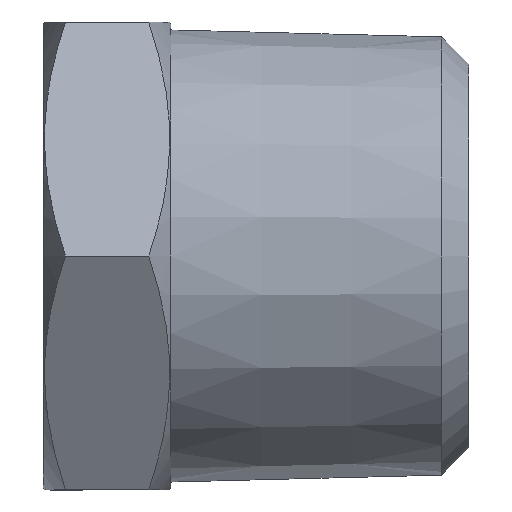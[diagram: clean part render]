
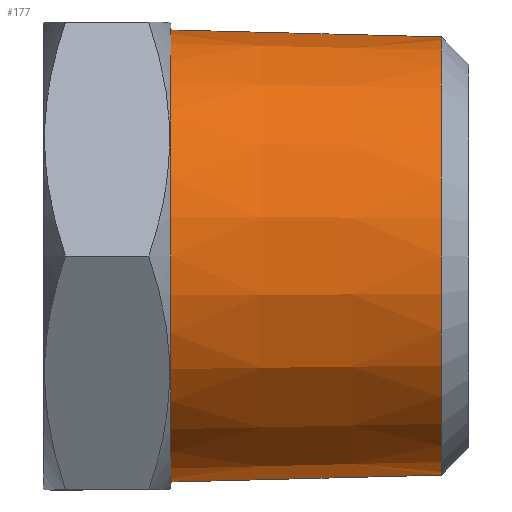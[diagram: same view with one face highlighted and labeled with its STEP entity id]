
A CAD part, left-side view. The second image highlights one B-rep face of the part: STEP entity #177.
In plain terms, the highlighted conical face has half-angle 1.47 degrees and reference radius 10.626 mm.
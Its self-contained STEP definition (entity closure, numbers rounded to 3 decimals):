
#152 = EDGE_CURVE ( 'NONE', #537, #532, #778, .T. ) ;
#154 = EDGE_CURVE ( 'NONE', #530, #533, #782, .T. ) ;
#177 = ADVANCED_FACE ( 'NONE', ( #704 ), #761, .T. ) ;
#188 = EDGE_CURVE ( 'NONE', #533, #532, #714, .T. ) ;
#191 = EDGE_CURVE ( 'NONE', #530, #537, #715, .T. ) ;
#228 = VECTOR ( 'NONE', #375, 1000. ) ;
#232 = VECTOR ( 'NONE', #372, 1000. ) ;
#269 = AXIS2_PLACEMENT_3D ( 'NONE', #280, #386, #313 ) ;
#279 = CARTESIAN_POINT ( 'NONE',  ( 0., 1.3, 0. ) ) ;
#280 = CARTESIAN_POINT ( 'NONE',  ( 0., 14., 0. ) ) ;
#305 = CARTESIAN_POINT ( 'NONE',  ( 0., 14., 0. ) ) ;
#313 = DIRECTION ( 'NONE',  ( 0., 0., 1. ) ) ;
#319 = DIRECTION ( 'NONE',  ( 0., 0., -1. ) ) ;
#331 = DIRECTION ( 'NONE',  ( 0., -1., 0. ) ) ;
#372 = DIRECTION ( 'NONE',  ( 0., 1., 0.026 ) ) ;
#375 = DIRECTION ( 'NONE',  ( 0., 1., -0.026 ) ) ;
#386 = DIRECTION ( 'NONE',  ( 0., 1., 0. ) ) ;
#401 = DIRECTION ( 'NONE',  ( 0., 0., -1. ) ) ;
#410 = DIRECTION ( 'NONE',  ( 0., -1., 0. ) ) ;
#426 = CARTESIAN_POINT ( 'NONE',  ( 0., 14., -10.626 ) ) ;
#448 = CARTESIAN_POINT ( 'NONE',  ( 0., 14., 10.626 ) ) ;
#452 = CARTESIAN_POINT ( 'NONE',  ( 0., 1.3, -10.3 ) ) ;
#462 = CARTESIAN_POINT ( 'NONE',  ( 0., 14., -10.626 ) ) ;
#465 = CARTESIAN_POINT ( 'NONE',  ( 0., 14., 10.626 ) ) ;
#488 = CARTESIAN_POINT ( 'NONE',  ( 0., 1.3, 10.3 ) ) ;
#530 = VERTEX_POINT ( 'NONE', #488 ) ;
#532 = VERTEX_POINT ( 'NONE', #462 ) ;
#533 = VERTEX_POINT ( 'NONE', #452 ) ;
#537 = VERTEX_POINT ( 'NONE', #465 ) ;
#610 = ORIENTED_EDGE ( 'NONE', *, *, #152, .T. ) ;
#611 = ORIENTED_EDGE ( 'NONE', *, *, #188, .F. ) ;
#612 = ORIENTED_EDGE ( 'NONE', *, *, #154, .F. ) ;
#613 = ORIENTED_EDGE ( 'NONE', *, *, #191, .T. ) ;
#634 = EDGE_LOOP ( 'NONE', ( #611, #612, #613, #610 ) ) ;
#704 = FACE_OUTER_BOUND ( 'NONE', #634, .T. ) ;
#714 = LINE ( 'NONE', #426, #228 ) ;
#715 = LINE ( 'NONE', #448, #232 ) ;
#761 = CONICAL_SURFACE ( 'NONE', #269, 10.626, 0.026 ) ;
#778 = CIRCLE ( 'NONE', #779, 10.626 ) ;
#779 = AXIS2_PLACEMENT_3D ( 'NONE', #305, #331, #401 ) ;
#782 = CIRCLE ( 'NONE', #783, 10.3 ) ;
#783 = AXIS2_PLACEMENT_3D ( 'NONE', #279, #410, #319 ) ;
